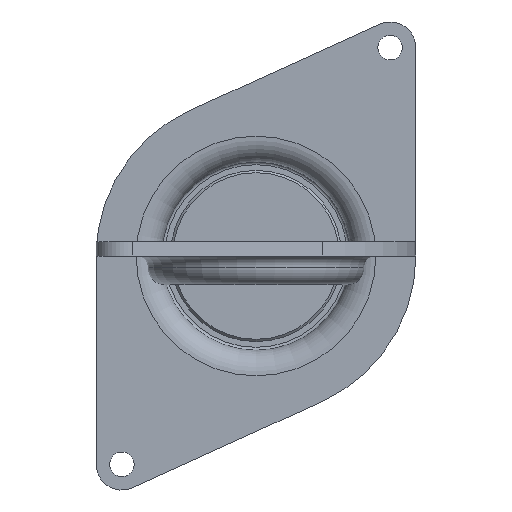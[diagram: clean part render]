
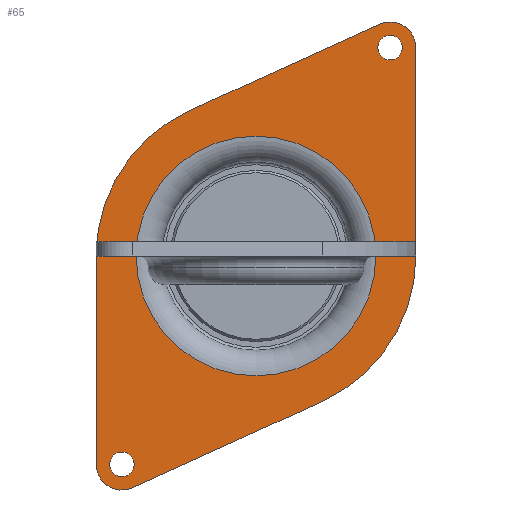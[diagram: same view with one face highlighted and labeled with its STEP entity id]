
A CAD part, left-side view. The second image highlights one B-rep face of the part: STEP entity #65.
In plain terms, the highlighted face is planar.
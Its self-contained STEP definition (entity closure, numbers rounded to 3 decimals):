
#65 = ADVANCED_FACE( '', ( #131, #132, #133, #134 ), #135, .T. );
#131 = FACE_BOUND( '', #219, .T. );
#132 = FACE_BOUND( '', #220, .T. );
#133 = FACE_BOUND( '', #221, .T. );
#134 = FACE_OUTER_BOUND( '', #222, .T. );
#135 = PLANE( '', #223 );
#219 = EDGE_LOOP( '', ( #344 ) );
#220 = EDGE_LOOP( '', ( #345 ) );
#221 = EDGE_LOOP( '', ( #346 ) );
#222 = EDGE_LOOP( '', ( #347, #348, #349, #350, #351, #352, #353, #354 ) );
#223 = AXIS2_PLACEMENT_3D( '', #355, #356, #357 );
#344 = ORIENTED_EDGE( '', *, *, #592, .T. );
#345 = ORIENTED_EDGE( '', *, *, #593, .T. );
#346 = ORIENTED_EDGE( '', *, *, #594, .T. );
#347 = ORIENTED_EDGE( '', *, *, #595, .T. );
#348 = ORIENTED_EDGE( '', *, *, #596, .T. );
#349 = ORIENTED_EDGE( '', *, *, #597, .T. );
#350 = ORIENTED_EDGE( '', *, *, #598, .T. );
#351 = ORIENTED_EDGE( '', *, *, #599, .T. );
#352 = ORIENTED_EDGE( '', *, *, #600, .T. );
#353 = ORIENTED_EDGE( '', *, *, #601, .T. );
#354 = ORIENTED_EDGE( '', *, *, #602, .T. );
#355 = CARTESIAN_POINT( '', ( -41., 28., 2.5 ) );
#356 = DIRECTION( '', ( 0., 0., 1. ) );
#357 = DIRECTION( '', ( 1., 0., 0. ) );
#592 = EDGE_CURVE( '', #791, #791, #792, .F. );
#593 = EDGE_CURVE( '', #793, #793, #794, .F. );
#594 = EDGE_CURVE( '', #795, #795, #796, .F. );
#595 = EDGE_CURVE( '', #797, #798, #799, .T. );
#596 = EDGE_CURVE( '', #798, #800, #801, .T. );
#597 = EDGE_CURVE( '', #800, #802, #803, .T. );
#598 = EDGE_CURVE( '', #802, #804, #805, .T. );
#599 = EDGE_CURVE( '', #804, #806, #807, .T. );
#600 = EDGE_CURVE( '', #806, #808, #809, .T. );
#601 = EDGE_CURVE( '', #808, #810, #811, .T. );
#602 = EDGE_CURVE( '', #810, #797, #812, .T. );
#791 = VERTEX_POINT( '', #1151 );
#792 = CIRCLE( '', #1152, 2.15 );
#793 = VERTEX_POINT( '', #1153 );
#794 = CIRCLE( '', #1154, 21. );
#795 = VERTEX_POINT( '', #1155 );
#796 = CIRCLE( '', #1156, 2.15 );
#797 = VERTEX_POINT( '', #1157 );
#798 = VERTEX_POINT( '', #1158 );
#799 = CIRCLE( '', #1159, 4.5 );
#800 = VERTEX_POINT( '', #1160 );
#801 = LINE( '', #1161, #1162 );
#802 = VERTEX_POINT( '', #1163 );
#803 = CIRCLE( '', #1164, 28. );
#804 = VERTEX_POINT( '', #1165 );
#805 = LINE( '', #1166, #1167 );
#806 = VERTEX_POINT( '', #1168 );
#807 = CIRCLE( '', #1169, 4.5 );
#808 = VERTEX_POINT( '', #1170 );
#809 = LINE( '', #1171, #1172 );
#810 = VERTEX_POINT( '', #1173 );
#811 = CIRCLE( '', #1174, 28. );
#812 = LINE( '', #1175, #1176 );
#1151 = CARTESIAN_POINT( '', ( 38.65, -23.5, 2.5 ) );
#1152 = AXIS2_PLACEMENT_3D( '', #1328, #1329, #1330 );
#1153 = CARTESIAN_POINT( '', ( 21., 0., 2.5 ) );
#1154 = AXIS2_PLACEMENT_3D( '', #1331, #1332, #1333 );
#1155 = CARTESIAN_POINT( '', ( -34.35, 23.5, 2.5 ) );
#1156 = AXIS2_PLACEMENT_3D( '', #1334, #1335, #1336 );
#1157 = CARTESIAN_POINT( '', ( -36.5, 28., 2.5 ) );
#1158 = CARTESIAN_POINT( '', ( -40.596, 21.637, 2.5 ) );
#1159 = AXIS2_PLACEMENT_3D( '', #1337, #1338, #1339 );
#1160 = CARTESIAN_POINT( '', ( -25.489, -11.589, 2.5 ) );
#1161 = CARTESIAN_POINT( '', ( -43.063, 27.062, 2.5 ) );
#1162 = VECTOR( '', #1340, 1000. );
#1163 = CARTESIAN_POINT( '', ( 0., -28., 2.5 ) );
#1164 = AXIS2_PLACEMENT_3D( '', #1341, #1342, #1343 );
#1165 = CARTESIAN_POINT( '', ( 36.5, -28., 2.5 ) );
#1166 = CARTESIAN_POINT( '', ( -41., -28., 2.5 ) );
#1167 = VECTOR( '', #1344, 1000. );
#1168 = CARTESIAN_POINT( '', ( 40.596, -21.637, 2.5 ) );
#1169 = AXIS2_PLACEMENT_3D( '', #1345, #1346, #1347 );
#1170 = CARTESIAN_POINT( '', ( 25.489, 11.589, 2.5 ) );
#1171 = CARTESIAN_POINT( '', ( 7.915, 50.241, 2.5 ) );
#1172 = VECTOR( '', #1348, 1000. );
#1173 = CARTESIAN_POINT( '', ( 0., 28., 2.5 ) );
#1174 = AXIS2_PLACEMENT_3D( '', #1349, #1350, #1351 );
#1175 = CARTESIAN_POINT( '', ( 41., 28., 2.5 ) );
#1176 = VECTOR( '', #1352, 1000. );
#1328 = CARTESIAN_POINT( '', ( 36.5, -23.5, 2.5 ) );
#1329 = DIRECTION( '', ( 0., 0., 1. ) );
#1330 = DIRECTION( '', ( 1., 0., 0. ) );
#1331 = CARTESIAN_POINT( '', ( 0., 0., 2.5 ) );
#1332 = DIRECTION( '', ( 0., 0., 1. ) );
#1333 = DIRECTION( '', ( 1., 0., 0. ) );
#1334 = CARTESIAN_POINT( '', ( -36.5, 23.5, 2.5 ) );
#1335 = DIRECTION( '', ( 0., 0., 1. ) );
#1336 = DIRECTION( '', ( 1., 0., 0. ) );
#1337 = CARTESIAN_POINT( '', ( -36.5, 23.5, 2.5 ) );
#1338 = DIRECTION( '', ( 0., 0., 1. ) );
#1339 = DIRECTION( '', ( 1., 0., 0. ) );
#1340 = DIRECTION( '', ( 0.414, -0.91, 0. ) );
#1341 = CARTESIAN_POINT( '', ( 0., 0., 2.5 ) );
#1342 = DIRECTION( '', ( 0., 0., 1. ) );
#1343 = DIRECTION( '', ( 1., 0., 0. ) );
#1344 = DIRECTION( '', ( 1., 0., 0. ) );
#1345 = CARTESIAN_POINT( '', ( 36.5, -23.5, 2.5 ) );
#1346 = DIRECTION( '', ( 0., 0., 1. ) );
#1347 = DIRECTION( '', ( 1., 0., 0. ) );
#1348 = DIRECTION( '', ( -0.414, 0.91, 0. ) );
#1349 = CARTESIAN_POINT( '', ( 0., 0., 2.5 ) );
#1350 = DIRECTION( '', ( 0., 0., 1. ) );
#1351 = DIRECTION( '', ( 1., 0., 0. ) );
#1352 = DIRECTION( '', ( -1., 0., 0. ) );
